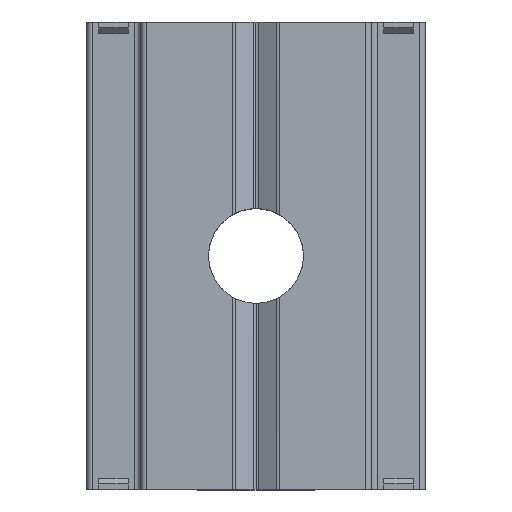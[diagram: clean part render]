
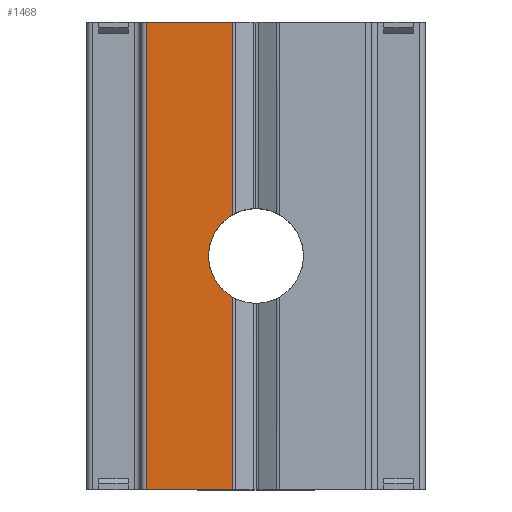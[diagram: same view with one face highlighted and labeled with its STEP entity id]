
A CAD part, top view. The second image highlights one B-rep face of the part: STEP entity #1468.
In plain terms, the highlighted planar face has unit normal (0, 0, 1).
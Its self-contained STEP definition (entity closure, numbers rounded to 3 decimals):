
#22 = VECTOR ( 'NONE', #819, 1000. ) ;
#89 = EDGE_CURVE ( 'NONE', #2290, #1631, #2711, .T. ) ;
#115 = ORIENTED_EDGE ( 'NONE', *, *, #292, .F. ) ;
#172 = ORIENTED_EDGE ( 'NONE', *, *, #1955, .F. ) ;
#253 = VERTEX_POINT ( 'NONE', #347 ) ;
#292 = EDGE_CURVE ( 'NONE', #2522, #632, #2312, .T. ) ;
#299 = DIRECTION ( 'NONE',  ( -1., 0., 0. ) ) ;
#347 = CARTESIAN_POINT ( 'NONE',  ( -0.804, 8., 1. ) ) ;
#462 = VECTOR ( 'NONE', #299, 1000. ) ;
#504 = EDGE_CURVE ( 'NONE', #253, #2343, #578, .T. ) ;
#578 = LINE ( 'NONE', #1559, #2512 ) ;
#632 = VERTEX_POINT ( 'NONE', #1211 ) ;
#708 = VECTOR ( 'NONE', #2733, 1000. ) ;
#722 = ORIENTED_EDGE ( 'NONE', *, *, #89, .F. ) ;
#775 = CARTESIAN_POINT ( 'NONE',  ( 0., 0., 1. ) ) ;
#819 = DIRECTION ( 'NONE',  ( -1., 0., 0. ) ) ;
#936 = DIRECTION ( 'NONE',  ( 0., 1., 0. ) ) ;
#956 = CARTESIAN_POINT ( 'NONE',  ( -3.75, -8., 1. ) ) ;
#987 = DIRECTION ( 'NONE',  ( 0., -1., 0. ) ) ;
#1077 = AXIS2_PLACEMENT_3D ( 'NONE', #775, #2735, #987 ) ;
#1211 = CARTESIAN_POINT ( 'NONE',  ( -0.804, -8., 1. ) ) ;
#1260 = CARTESIAN_POINT ( 'NONE',  ( -0.804, 1.408, 1. ) ) ;
#1280 = EDGE_CURVE ( 'NONE', #253, #1631, #2301, .T. ) ;
#1383 = CARTESIAN_POINT ( 'NONE',  ( -3.75, 8., 1. ) ) ;
#1468 = ADVANCED_FACE ( 'NONE', ( #2396 ), #1538, .F. ) ;
#1529 = DIRECTION ( 'NONE',  ( 0., 0., -1. ) ) ;
#1538 = PLANE ( 'NONE',  #1957 ) ;
#1559 = CARTESIAN_POINT ( 'NONE',  ( -0.804, -8., 1. ) ) ;
#1631 = VERTEX_POINT ( 'NONE', #1383 ) ;
#1739 = DIRECTION ( 'NONE',  ( 0., 1., 0. ) ) ;
#1745 = ORIENTED_EDGE ( 'NONE', *, *, #1800, .F. ) ;
#1800 = EDGE_CURVE ( 'NONE', #632, #2290, #2044, .T. ) ;
#1931 = ORIENTED_EDGE ( 'NONE', *, *, #1280, .T. ) ;
#1934 = EDGE_LOOP ( 'NONE', ( #172, #2461, #1931, #722, #1745, #115 ) ) ;
#1955 = EDGE_CURVE ( 'NONE', #2343, #2522, #2304, .T. ) ;
#1957 = AXIS2_PLACEMENT_3D ( 'NONE', #2643, #1529, #1739 ) ;
#2044 = LINE ( 'NONE', #2459, #462 ) ;
#2122 = VECTOR ( 'NONE', #936, 1000. ) ;
#2290 = VERTEX_POINT ( 'NONE', #2484 ) ;
#2301 = LINE ( 'NONE', #2323, #22 ) ;
#2304 = CIRCLE ( 'NONE', #1077, 1.621 ) ;
#2312 = LINE ( 'NONE', #2520, #708 ) ;
#2323 = CARTESIAN_POINT ( 'NONE',  ( -5.8, 8., 1. ) ) ;
#2343 = VERTEX_POINT ( 'NONE', #1260 ) ;
#2396 = FACE_OUTER_BOUND ( 'NONE', #1934, .T. ) ;
#2423 = DIRECTION ( 'NONE',  ( 0., -1., 0. ) ) ;
#2459 = CARTESIAN_POINT ( 'NONE',  ( -5.8, -8., 1. ) ) ;
#2461 = ORIENTED_EDGE ( 'NONE', *, *, #504, .F. ) ;
#2484 = CARTESIAN_POINT ( 'NONE',  ( -3.75, -8., 1. ) ) ;
#2512 = VECTOR ( 'NONE', #2423, 1000. ) ;
#2520 = CARTESIAN_POINT ( 'NONE',  ( -0.804, -8., 1. ) ) ;
#2522 = VERTEX_POINT ( 'NONE', #2621 ) ;
#2621 = CARTESIAN_POINT ( 'NONE',  ( -0.804, -1.408, 1. ) ) ;
#2643 = CARTESIAN_POINT ( 'NONE',  ( 3.95, -8., 1. ) ) ;
#2711 = LINE ( 'NONE', #956, #2122 ) ;
#2733 = DIRECTION ( 'NONE',  ( 0., -1., 0. ) ) ;
#2735 = DIRECTION ( 'NONE',  ( 0., 0., 1. ) ) ;
